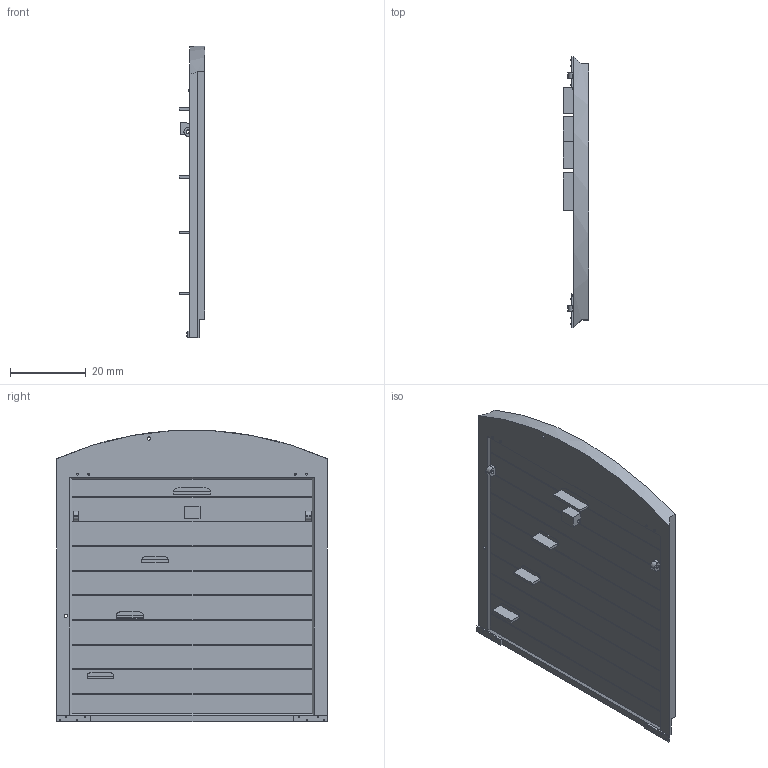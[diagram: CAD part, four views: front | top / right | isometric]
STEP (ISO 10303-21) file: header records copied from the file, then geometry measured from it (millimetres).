
FILE_DESCRIPTION(/* description */ (''),/* implementation_level */ '2;1');
FILE_NAME(/* name */ '108 End (Groom) v12.step',/* time_stamp */ '2020-03-19T13:48:12+00:00',/* author */ (''),/* organization */ (''),/* preprocessor_version */ 'ST-DEVELOPER v18',/* originating_system */ 'Autodesk Translation Framework v8.12.0.6',/* authorisation */ '');
FILE_SCHEMA (('AUTOMOTIVE_DESIGN { 1 0 10303 214 3 1 1 }'));
Length unit declared in the file: millimetre
Products named in the file (1): 108 End (Groom)
Bounding box: 6.75 x 71.45 x 77 mm (x, y, z)
Volume: 18051 mm3; surface area: 12401.1 mm2
Topology: 1 solids, 1 shells, 179 faces, 429 edges, 270 vertices
Faces by surface type: plane 146, cylinder 33
Full cylindrical faces by diameter (mm): 0.336 x8, 0.5 x4, 0.9 x6
Entity records: 5162 total; most frequent: CARTESIAN_POINT 896, DIRECTION 859, ORIENTED_EDGE 858, EDGE_CURVE 429, LINE 357, VECTOR 357, VERTEX_POINT 270, AXIS2_PLACEMENT_3D 251
